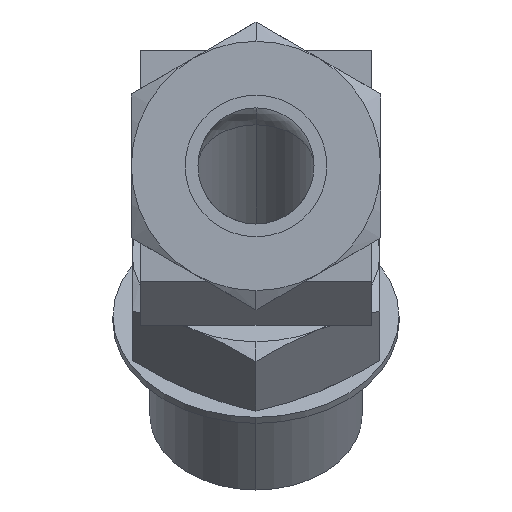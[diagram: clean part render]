
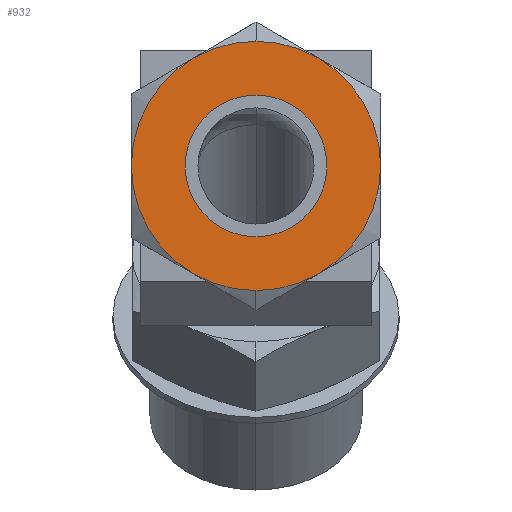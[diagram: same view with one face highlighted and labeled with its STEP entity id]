
A CAD part, left-side view. The second image highlights one B-rep face of the part: STEP entity #932.
In plain terms, the highlighted planar face has unit normal (-1, 0, 0).
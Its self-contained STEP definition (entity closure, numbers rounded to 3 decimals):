
#835=CARTESIAN_POINT('POINT51',(0.,
   0.,11.176));
#836=VERTEX_POINT('VERTEX51',#835);
#847=CARTESIAN_POINT('POINT52',(0.,
   0.,-11.176));
#848=VERTEX_POINT('VERTEX52',#847);
#855=CARTESIAN_POINT('POS66',(0.,0.,0.))
   ;
#856=DIRECTION('DIR94',(1.,0.,0.));
#857=DIRECTION('DIR95',(0.,0.,1.));
#858=AXIS2_PLACEMENT_3D('AXIS29',#855,#856,#857);
#859=CIRCLE('ELLIPSE9',#858,11.176);
#860=EDGE_CURVE('EDGE88',#848,#836,#859,.T.);
#871=EDGE_CURVE('EDGE89',#836,#848,#859,.T.);
#908=CARTESIAN_POINT('POINT55',(0.,0.,
   -6.35));
#909=VERTEX_POINT('VERTEX55',#908);
#910=CARTESIAN_POINT('POINT56',(0.,
   0.,6.35));
#911=VERTEX_POINT('VERTEX56',#910);
#912=CARTESIAN_POINT('POS70',(0.,0.,0.));
#913=DIRECTION('DIR102',(1.,0.,0.));
#914=DIRECTION('DIR103',(0.,0.,-1.));
#915=AXIS2_PLACEMENT_3D('AXIS33',#912,#913,#914);
#916=CIRCLE('ELLIPSE11',#915,6.35);
#917=EDGE_CURVE('EDGE92',#909,#911,#916,.T.);
#918=ORIENTED_EDGE('COEDGE179',*,*,#917,.T.);
#919=EDGE_CURVE('EDGE93',#911,#909,#916,.T.);
#920=ORIENTED_EDGE('COEDGE180',*,*,#919,.T.);
#921=EDGE_LOOP('NONE',(#918,#920));
#922=FACE_BOUND('LOOP1',#921,.T.);
#923=ORIENTED_EDGE('COEDGE181',*,*,#871,.F.);
#924=ORIENTED_EDGE('COEDGE182',*,*,#860,.F.);
#925=EDGE_LOOP('NONE',(#923,#924));
#926=FACE_BOUND('LOOP1',#925,.T.);
#927=CARTESIAN_POINT('POS71',(0.,0.,
   5.588));
#928=DIRECTION('DIR104',(-1.,0.,0.));
#929=DIRECTION('DIR105',(0.,1.,0.));
#930=AXIS2_PLACEMENT_3D('AXIS34',#927,#928,#929);
#931=PLANE('PLANE16',#930);
#932=ADVANCED_FACE('FACE41',(#922,#926),#931,.T.);
